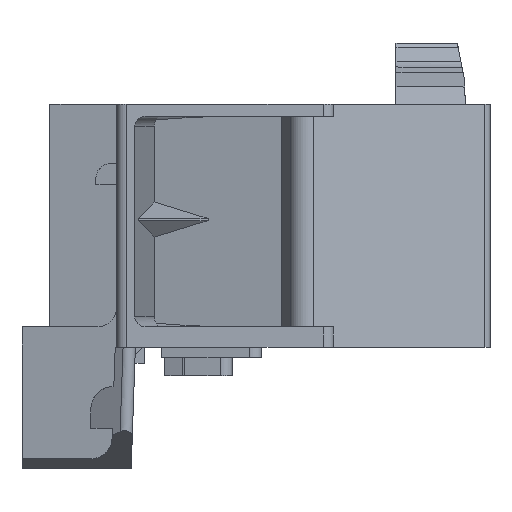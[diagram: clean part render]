
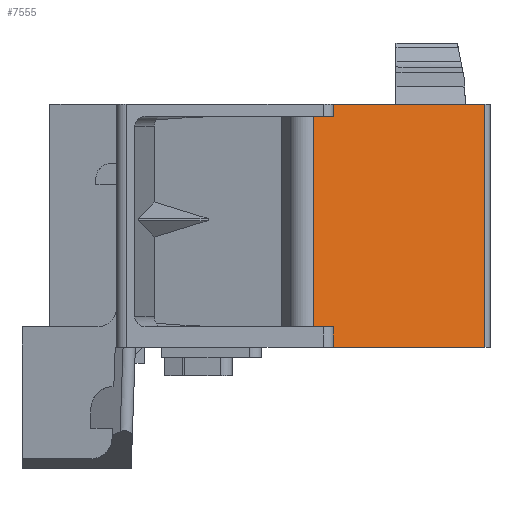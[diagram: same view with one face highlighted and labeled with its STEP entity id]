
A CAD part, left-side view. The second image highlights one B-rep face of the part: STEP entity #7555.
In plain terms, the highlighted planar face has unit normal (-0.866, -0.5, 0).
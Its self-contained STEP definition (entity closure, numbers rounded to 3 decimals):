
#7555=ADVANCED_FACE('',(#8832),#8396,.T.);
#8396=PLANE('',#22689);
#8832=FACE_OUTER_BOUND('',#9672,.T.);
#9672=EDGE_LOOP('',(#10768,#10769,#10770,#10771,#10772,#10773,#10774,#10775));
#10768=ORIENTED_EDGE('',*,*,#17058,.F.);
#10769=ORIENTED_EDGE('',*,*,#17059,.F.);
#10770=ORIENTED_EDGE('',*,*,#16941,.T.);
#10771=ORIENTED_EDGE('',*,*,#17057,.T.);
#10772=ORIENTED_EDGE('',*,*,#17060,.F.);
#10773=ORIENTED_EDGE('',*,*,#17061,.F.);
#10774=ORIENTED_EDGE('',*,*,#17062,.T.);
#10775=ORIENTED_EDGE('',*,*,#17063,.F.);
#15366=VERTEX_POINT('',#26327);
#15367=VERTEX_POINT('',#26329);
#15468=VERTEX_POINT('',#26586);
#15469=VERTEX_POINT('',#26590);
#15470=VERTEX_POINT('',#26591);
#15471=VERTEX_POINT('',#26594);
#15472=VERTEX_POINT('',#26596);
#15473=VERTEX_POINT('',#26598);
#16941=EDGE_CURVE('',#15367,#15366,#19308,.T.);
#17057=EDGE_CURVE('',#15366,#15468,#19403,.T.);
#17058=EDGE_CURVE('',#15469,#15470,#19404,.T.);
#17059=EDGE_CURVE('',#15367,#15469,#19405,.T.);
#17060=EDGE_CURVE('',#15471,#15468,#19406,.T.);
#17061=EDGE_CURVE('',#15472,#15471,#19407,.T.);
#17062=EDGE_CURVE('',#15472,#15473,#19408,.T.);
#17063=EDGE_CURVE('',#15470,#15473,#19409,.T.);
#19308=LINE('',#26328,#20828);
#19403=LINE('',#26587,#20923);
#19404=LINE('',#26589,#20924);
#19405=LINE('',#26592,#20925);
#19406=LINE('',#26593,#20926);
#19407=LINE('',#26595,#20927);
#19408=LINE('',#26597,#20928);
#19409=LINE('',#26599,#20929);
#20828=VECTOR('',#23277,1.);
#20923=VECTOR('',#23428,1.);
#20924=VECTOR('',#23431,1.);
#20925=VECTOR('',#23432,1.);
#20926=VECTOR('',#23433,1.);
#20927=VECTOR('',#23434,1.);
#20928=VECTOR('',#23435,1.);
#20929=VECTOR('',#23436,1.);
#22689=AXIS2_PLACEMENT_3D('',#26600,#23437,#23438);
#23277=DIRECTION('',(0.5,-0.866,0.));
#23428=DIRECTION('',(0.,0.,1.));
#23431=DIRECTION('',(-0.5,0.866,0.));
#23432=DIRECTION('',(0.,0.,1.));
#23433=DIRECTION('',(0.5,-0.866,0.));
#23434=DIRECTION('',(0.,0.,1.));
#23435=DIRECTION('',(-0.5,0.866,0.));
#23436=DIRECTION('',(0.,0.,1.));
#23437=DIRECTION('',(-0.866,-0.5,0.));
#23438=DIRECTION('',(0.5,-0.866,0.));
#26327=CARTESIAN_POINT('',(-10.243,-21.978,0.));
#26328=CARTESIAN_POINT('',(-14.561,-14.498,0.));
#26329=CARTESIAN_POINT('',(-14.561,-14.498,0.));
#26586=CARTESIAN_POINT('',(-10.243,-21.978,12.));
#26587=CARTESIAN_POINT('',(-10.243,-21.978,0.));
#26589=CARTESIAN_POINT('',(-14.561,-14.498,1.));
#26590=CARTESIAN_POINT('',(-14.561,-14.498,1.));
#26591=CARTESIAN_POINT('',(-15.136,-13.503,1.));
#26592=CARTESIAN_POINT('',(-14.561,-14.498,0.));
#26593=CARTESIAN_POINT('',(-14.561,-14.498,12.));
#26594=CARTESIAN_POINT('',(-14.561,-14.498,12.));
#26595=CARTESIAN_POINT('',(-14.561,-14.498,11.4));
#26596=CARTESIAN_POINT('',(-14.561,-14.498,11.4));
#26597=CARTESIAN_POINT('',(-14.561,-14.498,11.4));
#26598=CARTESIAN_POINT('',(-15.136,-13.503,11.4));
#26599=CARTESIAN_POINT('',(-15.136,-13.503,1.));
#26600=CARTESIAN_POINT('',(-14.561,-14.498,0.));
